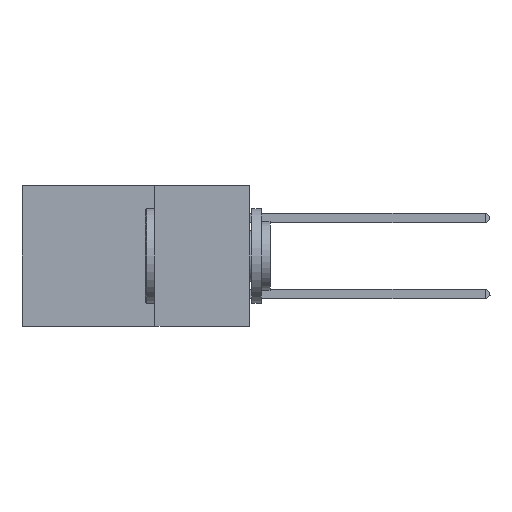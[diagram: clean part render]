
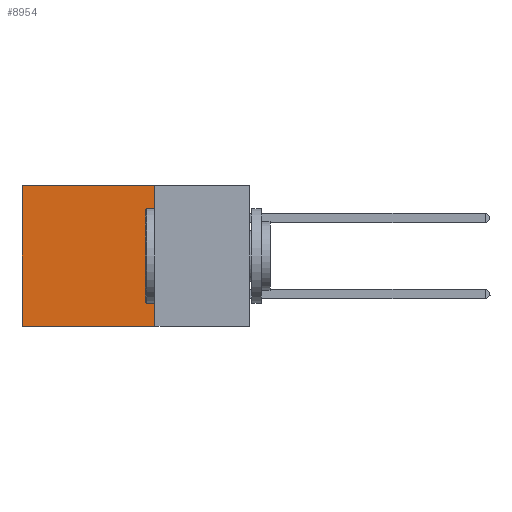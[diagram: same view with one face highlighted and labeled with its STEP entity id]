
A CAD part, left-side view. The second image highlights one B-rep face of the part: STEP entity #8954.
In plain terms, the highlighted planar face has unit normal (-1, 0, 0).
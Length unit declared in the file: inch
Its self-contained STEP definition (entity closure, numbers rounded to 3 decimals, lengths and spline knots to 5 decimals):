
#222 = CARTESIAN_POINT ( 'NONE',  ( 0.2875, 0.25, -0.37 ) ) ;
#1195 = DIRECTION ( 'NONE',  ( 0., 0., -1. ) ) ;
#3052 = ORIENTED_EDGE ( 'NONE', *, *, #7590, .F. ) ;
#3486 = DIRECTION ( 'NONE',  ( 0., 1., 0. ) ) ;
#3636 = LINE ( 'NONE', #13379, #19074 ) ;
#3948 = DIRECTION ( 'NONE',  ( 0., 1., 0. ) ) ;
#4483 = ORIENTED_EDGE ( 'NONE', *, *, #16839, .F. ) ;
#5278 = DIRECTION ( 'NONE',  ( 0., 0., -1. ) ) ;
#6349 = LINE ( 'NONE', #10729, #8911 ) ;
#6786 = VERTEX_POINT ( 'NONE', #16721 ) ;
#7252 = CARTESIAN_POINT ( 'NONE',  ( 0.2875, 0.6, 0. ) ) ;
#7590 = EDGE_CURVE ( 'NONE', #12807, #20596, #3636, .T. ) ;
#8432 = CARTESIAN_POINT ( 'NONE',  ( 0.2875, 0.25, 0. ) ) ;
#8542 = VERTEX_POINT ( 'NONE', #7252 ) ;
#8780 = VECTOR ( 'NONE', #1195, 39.37008 ) ;
#8891 = LINE ( 'NONE', #222, #17352 ) ;
#8911 = VECTOR ( 'NONE', #3948, 39.37008 ) ;
#8954 = ADVANCED_FACE ( 'NONE', ( #10798 ), #18241, .F. ) ;
#10461 = AXIS2_PLACEMENT_3D ( 'NONE', #8432, #14872, #11726 ) ;
#10729 = CARTESIAN_POINT ( 'NONE',  ( 0.2875, 0.25, 0. ) ) ;
#10798 = FACE_OUTER_BOUND ( 'NONE', #10814, .T. ) ;
#10814 = EDGE_LOOP ( 'NONE', ( #20243, #4483, #3052, #12216 ) ) ;
#11726 = DIRECTION ( 'NONE',  ( 0., 0., -1. ) ) ;
#12216 = ORIENTED_EDGE ( 'NONE', *, *, #16338, .T. ) ;
#12807 = VERTEX_POINT ( 'NONE', #13577 ) ;
#13379 = CARTESIAN_POINT ( 'NONE',  ( 0.2875, 0.25, 0. ) ) ;
#13577 = CARTESIAN_POINT ( 'NONE',  ( 0.2875, 0.25, 0. ) ) ;
#14872 = DIRECTION ( 'NONE',  ( 1., 0., 0. ) ) ;
#16338 = EDGE_CURVE ( 'NONE', #12807, #8542, #6349, .T. ) ;
#16721 = CARTESIAN_POINT ( 'NONE',  ( 0.2875, 0.6, -0.37 ) ) ;
#16839 = EDGE_CURVE ( 'NONE', #20596, #6786, #8891, .T. ) ;
#17244 = CARTESIAN_POINT ( 'NONE',  ( 0.2875, 0.6, 0. ) ) ;
#17352 = VECTOR ( 'NONE', #3486, 39.37008 ) ;
#17994 = LINE ( 'NONE', #17244, #8780 ) ;
#18241 = PLANE ( 'NONE',  #10461 ) ;
#19074 = VECTOR ( 'NONE', #5278, 39.37008 ) ;
#19330 = EDGE_CURVE ( 'NONE', #8542, #6786, #17994, .T. ) ;
#20243 = ORIENTED_EDGE ( 'NONE', *, *, #19330, .T. ) ;
#20596 = VERTEX_POINT ( 'NONE', #20771 ) ;
#20771 = CARTESIAN_POINT ( 'NONE',  ( 0.2875, 0.25, -0.37 ) ) ;
